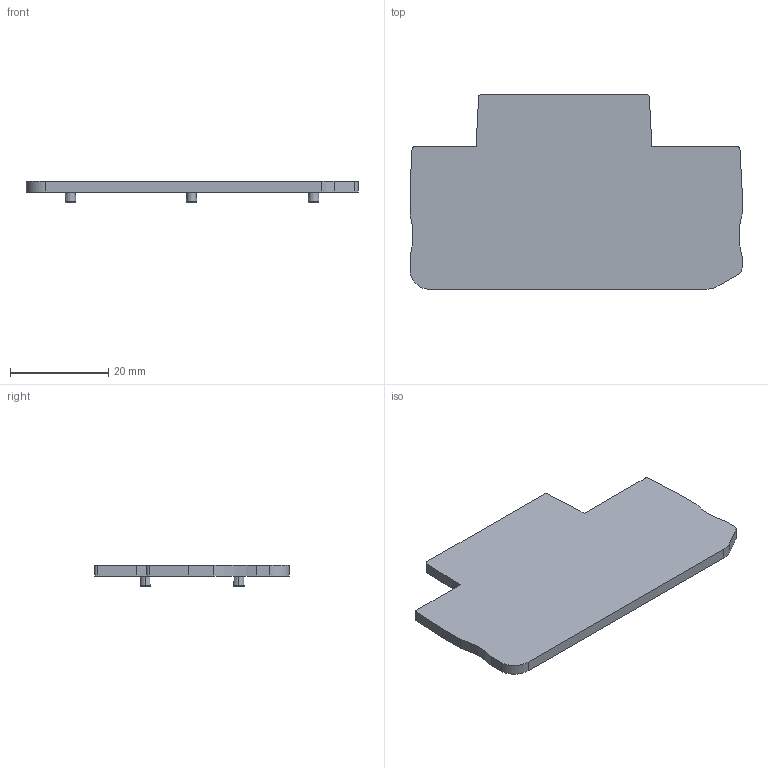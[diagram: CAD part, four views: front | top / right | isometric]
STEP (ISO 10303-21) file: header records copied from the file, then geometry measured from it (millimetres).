
FILE_DESCRIPTION((''),'2;1');
FILE_NAME('8YB750280_','2021-04-19T',('Administrator'),(''),'PRO/ENGINEER BY PARAMETRIC TECHNOLOGY CORPORATION, 2013230','PRO/ENGINEER BY PARAMETRIC TECHNOLOGY CORPORATION, 2013230','');
FILE_SCHEMA(('CONFIG_CONTROL_DESIGN'));
Length unit declared in the file: millimetre
Products named in the file (1): 8YB750280_
Bounding box: 67.6 x 39.6 x 4.4 mm (x, y, z)
Volume: 5102.9 mm3; surface area: 5118.3 mm2
Topology: 1 solids, 1 shells, 41 faces, 102 edges, 66 vertices
Faces by surface type: plane 20, cylinder 9, cone 6, torus 6
Entity records: 1288 total; most frequent: DIRECTION 226, CARTESIAN_POINT 209, ORIENTED_EDGE 204, EDGE_CURVE 102, AXIS2_PLACEMENT_3D 83, VERTEX_POINT 66, VECTOR 60, LINE 60
